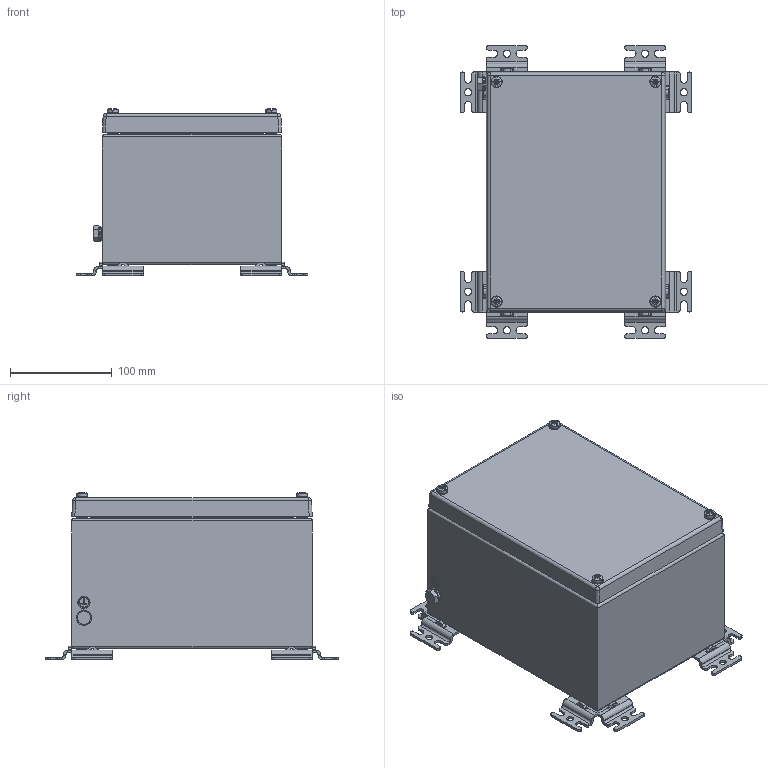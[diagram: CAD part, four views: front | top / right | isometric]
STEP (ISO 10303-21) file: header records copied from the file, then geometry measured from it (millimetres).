
FILE_DESCRIPTION (( 'STEP AP214' ), '1' );
FILE_NAME ('8150-_-0236-0176-150-__1_-ap214.STEP', '2014-10-15T07:18:37', ( '' ), ( '' ), 'SwSTEP 2.0', 'SolidWorks 2014', '' );
FILE_SCHEMA (( 'AUTOMOTIVE_DESIGN' ));
Length unit declared in the file: millimetre
Products named in the file (19): 500_656_0_PreviewCfg; 506_548_0; 520_086_0; 81_259_01_44_0; 500_172_0; 506_549_0; 8150_9_051_001_0; 509_651_0_eingebaut; 509_651_0_zeichnerich; 509_651_1; 8150_9_005_103_0; 8150_9_005_103_0.Gasket; 8150_9_005_103_0_8150_9_005_103_0; 8150_9_004_129_0; 526_622_0_Var_1_Blech_3mm; 526_621_0; 504_776_0; 8150_9_004_129_0_8150_9_004_129_0; 8150-_-0236-0176-150-__1_-ap214
Assembly tree (47 placements, depth 3):
  8150-_-0236-0176-150-__1_-ap214
    8150_9_004_129_0
      8150_9_004_129_0_8150_9_004_129_0
      504_776_0  x4
      526_621_0  x8
      526_622_0_Var_1_Blech_3mm
    8150_9_005_103_0
      8150_9_005_103_0_8150_9_005_103_0
      8150_9_005_103_0.Gasket
    509_651_0_eingebaut  x4
      509_651_1
      509_651_0_zeichnerich
    8150_9_051_001_0  x4
    506_549_0
    500_172_0
    81_259_01_44_0  x8
    506_548_0  x4
    500_656_0_PreviewCfg  x4
    520_086_0
Bounding box: 228 x 288 x 164.83 mm (x, y, z)
Volume: 443485.5 mm3; surface area: 522540.1 mm2
Topology: 47 solids, 47 shells, 1777 faces, 4282 edges, 2587 vertices
Faces by surface type: cylinder 664, plane 567, cone 434, torus 72, sphere 24, bspline 16
Entity records: 16872 total; most frequent: CARTESIAN_POINT 2960, DIRECTION 2819, ORIENTED_EDGE 2472, EDGE_CURVE 1236, AXIS2_PLACEMENT_3D 1107, VERTEX_POINT 752, LINE 605, VECTOR 605
